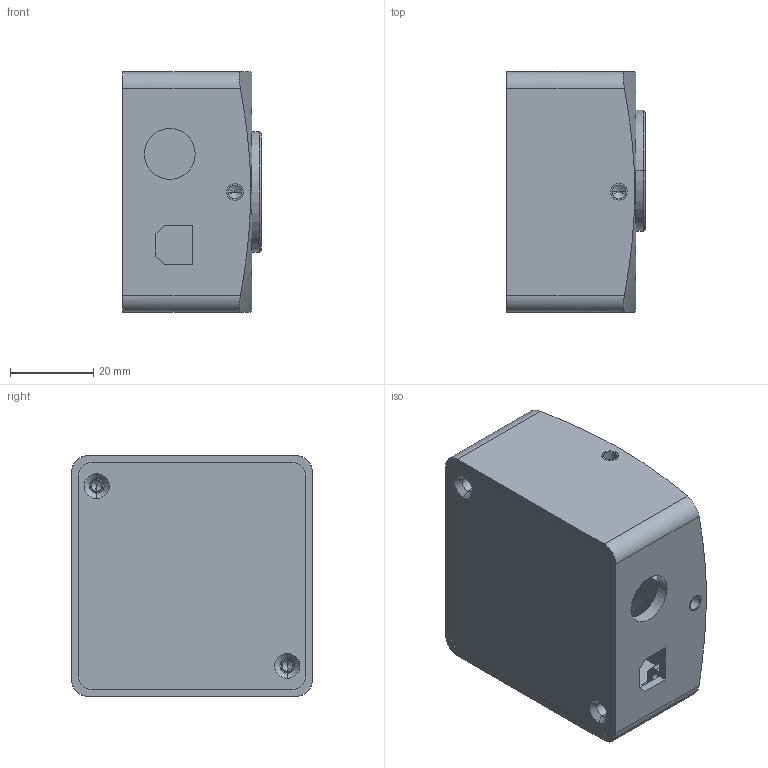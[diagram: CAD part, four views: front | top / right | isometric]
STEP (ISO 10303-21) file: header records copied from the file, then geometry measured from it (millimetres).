
FILE_DESCRIPTION((''),'2;1');
FILE_NAME('101005_02','2017-09-06T',('zkm'),(''),'PRO/ENGINEER BY PARAMETRIC TECHNOLOGY CORPORATION, 2004110','PRO/ENGINEER BY PARAMETRIC TECHNOLOGY CORPORATION, 2004110','');
FILE_SCHEMA(('CONFIG_CONTROL_DESIGN'));
Length unit declared in the file: millimetre
Products named in the file (1): 101005_02
Bounding box: 33.3 x 57.8 x 57.8 mm (x, y, z)
Volume: 41293.3 mm3; surface area: 28749.4 mm2
Topology: 1 solids, 16 shells, 407 faces, 1123 edges, 729 vertices
Faces by surface type: plane 176, cylinder 146, extrusion 53, cone 30, torus 2
Entity records: 13385 total; most frequent: CARTESIAN_POINT 2913, ORIENTED_EDGE 2158, DIRECTION 2113, EDGE_CURVE 1109, VERTEX_POINT 729, AXIS2_PLACEMENT_3D 716, VECTOR 681, LINE 628
